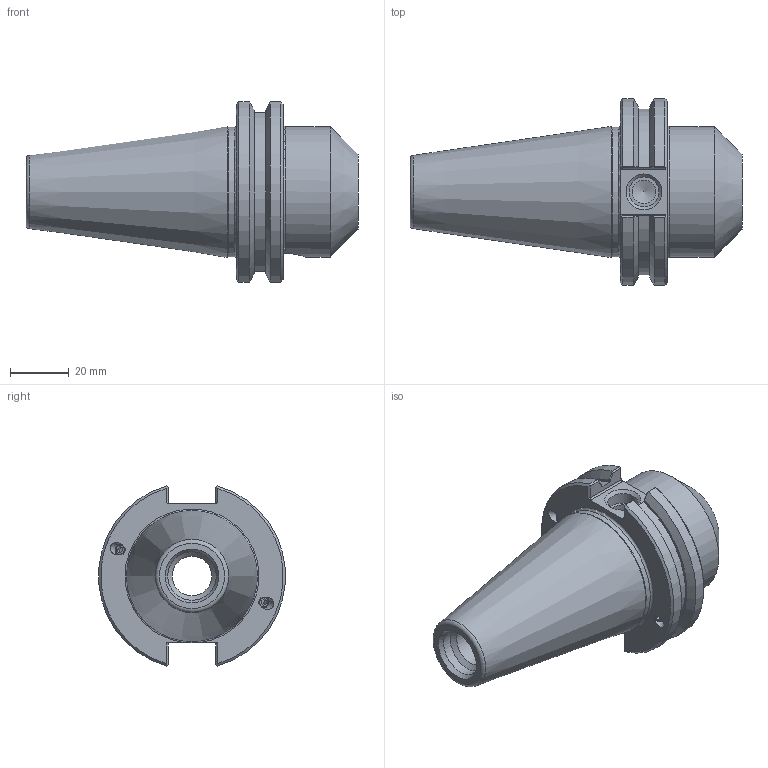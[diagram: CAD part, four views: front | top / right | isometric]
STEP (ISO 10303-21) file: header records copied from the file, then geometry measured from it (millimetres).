
FILE_DESCRIPTION((''),'2;1');
FILE_NAME('C40BC-75EM1.stp','2015-03-17T14:35:12',('blaste'),(''),'Autodesk Inventor 2012','Autodesk Inventor 2012','');
FILE_SCHEMA(('AUTOMOTIVE_DESIGN { 1 0 10303 214 1 1 1 1 }'));
Length unit declared in the file: inch
Products named in the file (4): C40BC-75EM1; C40BC-75EM1-1; 029-965; 029-925
Assembly tree (6 placements, depth 2):
  C40BC-75EM1
    C40BC-75EM1-1
    029-965  x4
    029-925
Bounding box: 112.7 x 63.26 x 61.11 mm (x, y, z)
Volume: 120913.5 mm3; surface area: 27640.4 mm2
Topology: 6 solids, 6 shells, 187 faces, 448 edges, 290 vertices
Faces by surface type: plane 92, cylinder 49, cone 31, bspline 8, sphere 4, torus 3
Full cylindrical faces by diameter (mm): 3.3 x4, 4 x8, 4.089 x4, 4.2 x4, 8 x1, 10.135 x1, 13.386 x1, 14.351 x1, 15.875 x2, 16.459 x1, 19.05 x1, 20.066 x1, 43.942 x1, 44.45 x1
Entity records: 5254 total; most frequent: CARTESIAN_POINT 1971, DIRECTION 620, ORIENTED_EDGE 600, EDGE_CURVE 300, AXIS2_PLACEMENT_3D 248, VERTEX_POINT 212, EDGE_LOOP 196, FACE_OUTER_BOUND 139
